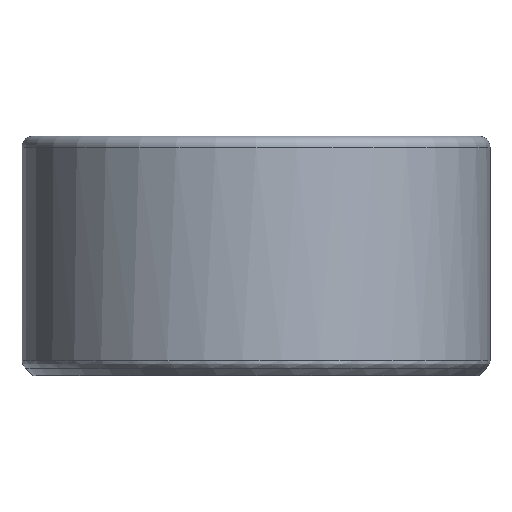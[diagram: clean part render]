
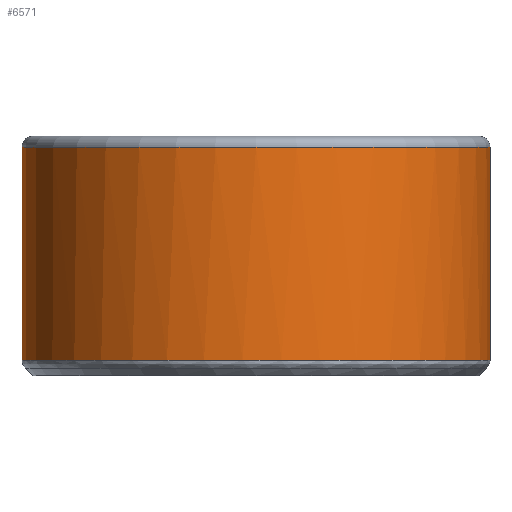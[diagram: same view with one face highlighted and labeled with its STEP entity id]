
A CAD part, front view. The second image highlights one B-rep face of the part: STEP entity #6571.
In plain terms, the highlighted cylindrical face has radius 21.5 mm (diameter 43 mm), a full revolution.
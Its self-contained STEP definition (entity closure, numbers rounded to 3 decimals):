
#6019 = TOROIDAL_SURFACE('',#6020,20.5,1.);
#6020 = AXIS2_PLACEMENT_3D('',#6021,#6022,#6023);
#6021 = CARTESIAN_POINT('',(0.,0.,21.));
#6022 = DIRECTION('',(0.,0.,1.));
#6023 = DIRECTION('',(1.,0.,-0.));
#6386 = VERTEX_POINT('',#6387);
#6387 = CARTESIAN_POINT('',(21.5,0.,21.));
#6407 = EDGE_CURVE('',#6386,#6386,#6408,.T.);
#6408 = SURFACE_CURVE('',#6409,(#6414,#6421),.PCURVE_S1.);
#6409 = CIRCLE('',#6410,21.5);
#6410 = AXIS2_PLACEMENT_3D('',#6411,#6412,#6413);
#6411 = CARTESIAN_POINT('',(0.,0.,21.));
#6412 = DIRECTION('',(0.,0.,1.));
#6413 = DIRECTION('',(1.,0.,-0.));
#6414 = PCURVE('',#6019,#6415);
#6415 = DEFINITIONAL_REPRESENTATION('',(#6416),#6420);
#6416 = LINE('',#6417,#6418);
#6417 = CARTESIAN_POINT('',(0.,0.));
#6418 = VECTOR('',#6419,1.);
#6419 = DIRECTION('',(1.,0.));
#6420 = ( GEOMETRIC_REPRESENTATION_CONTEXT(2) 
PARAMETRIC_REPRESENTATION_CONTEXT() REPRESENTATION_CONTEXT('2D SPACE',''
  ) );
#6421 = PCURVE('',#6422,#6427);
#6422 = CYLINDRICAL_SURFACE('',#6423,21.5);
#6423 = AXIS2_PLACEMENT_3D('',#6424,#6425,#6426);
#6424 = CARTESIAN_POINT('',(0.,0.,0.));
#6425 = DIRECTION('',(-0.,-0.,-1.));
#6426 = DIRECTION('',(1.,0.,0.));
#6427 = DEFINITIONAL_REPRESENTATION('',(#6428),#6432);
#6428 = LINE('',#6429,#6430);
#6429 = CARTESIAN_POINT('',(-0.,-21.));
#6430 = VECTOR('',#6431,1.);
#6431 = DIRECTION('',(-1.,0.));
#6432 = ( GEOMETRIC_REPRESENTATION_CONTEXT(2) 
PARAMETRIC_REPRESENTATION_CONTEXT() REPRESENTATION_CONTEXT('2D SPACE',''
  ) );
#6517 = ( BOUNDED_SURFACE() B_SPLINE_SURFACE(2,14,(
    (#6518,#6519,#6520,#6521,#6522,#6523,#6524,#6525,#6526,#6527,#6528
      ,#6529,#6530,#6531,#6532)
    ,(#6533,#6534,#6535,#6536,#6537,#6538,#6539,#6540,#6541,#6542,#6543
      ,#6544,#6545,#6546,#6547)
    ,(#6548,#6549,#6550,#6551,#6552,#6553,#6554,#6555,#6556,#6557,#6558
      ,#6559,#6560,#6561,#6562
)),.UNSPECIFIED.,.F.,.T.,.F.) B_SPLINE_SURFACE_WITH_KNOTS((3,3),(15,15),
  (0.,135.088),(0.,135.088),
.PIECEWISE_BEZIER_KNOTS.) GEOMETRIC_REPRESENTATION_ITEM() 
RATIONAL_B_SPLINE_SURFACE((
    (1.,1.,1.,1.,1.,1.
      ,1.,1.,1.,1.
      ,1.,1.,1.,1.,1.)
    ,(0.924,0.924,0.924,0.924
      ,0.924,0.924,0.924,0.924
      ,0.924,0.924,0.924,0.924
      ,0.924,0.924,0.924)
    ,(1.,1.,1.,1.,1.,1.
      ,1.,1.,1.,1.
      ,1.,1.,1.,1.,1.
))) REPRESENTATION_ITEM('') SURFACE() );
#6518 = CARTESIAN_POINT('',(21.5,0.,1.414));
#6519 = CARTESIAN_POINT('',(21.5,9.51,
    1.414));
#6520 = CARTESIAN_POINT('',(16.971,19.222,
    1.414));
#6521 = CARTESIAN_POINT('',(7.594,26.605,
    1.414));
#6522 = CARTESIAN_POINT('',(-5.196,29.032,
    1.414));
#6523 = CARTESIAN_POINT('',(-18.445,24.227,
    1.414));
#6524 = CARTESIAN_POINT('',(-27.333,14.715,
    1.414));
#6525 = CARTESIAN_POINT('',(-32.955,0.,
    1.414));
#6526 = CARTESIAN_POINT('',(-27.333,-14.715,
    1.414));
#6527 = CARTESIAN_POINT('',(-18.445,-24.227,
    1.414));
#6528 = CARTESIAN_POINT('',(-5.196,-29.032,
    1.414));
#6529 = CARTESIAN_POINT('',(7.594,-26.605,
    1.414));
#6530 = CARTESIAN_POINT('',(16.971,-19.222,
    1.414));
#6531 = CARTESIAN_POINT('',(21.5,-9.51,
    1.414));
#6532 = CARTESIAN_POINT('',(21.5,0.,1.414));
#6533 = CARTESIAN_POINT('',(21.5,0.,1.));
#6534 = CARTESIAN_POINT('',(21.5,9.51,1.));
#6535 = CARTESIAN_POINT('',(16.971,19.222,1.));
#6536 = CARTESIAN_POINT('',(7.594,26.605,1.));
#6537 = CARTESIAN_POINT('',(-5.196,29.032,
    1.));
#6538 = CARTESIAN_POINT('',(-18.445,24.227,
    1.));
#6539 = CARTESIAN_POINT('',(-27.333,14.715,
    1.));
#6540 = CARTESIAN_POINT('',(-32.955,0.,
    1.));
#6541 = CARTESIAN_POINT('',(-27.333,-14.715,
    1.));
#6542 = CARTESIAN_POINT('',(-18.445,-24.227,
    1.));
#6543 = CARTESIAN_POINT('',(-5.196,-29.032,1.));
#6544 = CARTESIAN_POINT('',(7.594,-26.605,1.));
#6545 = CARTESIAN_POINT('',(16.971,-19.222,1.));
#6546 = CARTESIAN_POINT('',(21.5,-9.51,1.));
#6547 = CARTESIAN_POINT('',(21.5,0.,1.));
#6548 = CARTESIAN_POINT('',(21.207,0.,0.707));
#6549 = CARTESIAN_POINT('',(21.207,9.38,
    0.707));
#6550 = CARTESIAN_POINT('',(16.74,18.96,
    0.707));
#6551 = CARTESIAN_POINT('',(7.49,26.242,
    0.707));
#6552 = CARTESIAN_POINT('',(-5.125,28.636,
    0.707));
#6553 = CARTESIAN_POINT('',(-18.194,23.897,
    0.707));
#6554 = CARTESIAN_POINT('',(-26.96,14.515,
    0.707));
#6555 = CARTESIAN_POINT('',(-32.506,0.,
    0.707));
#6556 = CARTESIAN_POINT('',(-26.96,-14.515,
    0.707));
#6557 = CARTESIAN_POINT('',(-18.194,-23.897,
    0.707));
#6558 = CARTESIAN_POINT('',(-5.125,-28.636,
    0.707));
#6559 = CARTESIAN_POINT('',(7.49,-26.242,
    0.707));
#6560 = CARTESIAN_POINT('',(16.74,-18.96,
    0.707));
#6561 = CARTESIAN_POINT('',(21.207,-9.38,
    0.707));
#6562 = CARTESIAN_POINT('',(21.207,0.,
    0.707));
#6571 = ADVANCED_FACE('',(#6572),#6422,.T.);
#6572 = FACE_BOUND('',#6573,.F.);
#6573 = EDGE_LOOP('',(#6574,#6597,#6598,#6599));
#6574 = ORIENTED_EDGE('',*,*,#6575,.T.);
#6575 = EDGE_CURVE('',#6576,#6386,#6578,.T.);
#6576 = VERTEX_POINT('',#6577);
#6577 = CARTESIAN_POINT('',(21.5,0.,1.414));
#6578 = SEAM_CURVE('',#6579,(#6583,#6590),.PCURVE_S1.);
#6579 = LINE('',#6580,#6581);
#6580 = CARTESIAN_POINT('',(21.5,0.,0.));
#6581 = VECTOR('',#6582,1.);
#6582 = DIRECTION('',(0.,0.,1.));
#6583 = PCURVE('',#6422,#6584);
#6584 = DEFINITIONAL_REPRESENTATION('',(#6585),#6589);
#6585 = LINE('',#6586,#6587);
#6586 = CARTESIAN_POINT('',(-0.,0.));
#6587 = VECTOR('',#6588,1.);
#6588 = DIRECTION('',(-0.,-1.));
#6589 = ( GEOMETRIC_REPRESENTATION_CONTEXT(2) 
PARAMETRIC_REPRESENTATION_CONTEXT() REPRESENTATION_CONTEXT('2D SPACE',''
  ) );
#6590 = PCURVE('',#6422,#6591);
#6591 = DEFINITIONAL_REPRESENTATION('',(#6592),#6596);
#6592 = LINE('',#6593,#6594);
#6593 = CARTESIAN_POINT('',(-6.283,0.));
#6594 = VECTOR('',#6595,1.);
#6595 = DIRECTION('',(-0.,-1.));
#6596 = ( GEOMETRIC_REPRESENTATION_CONTEXT(2) 
PARAMETRIC_REPRESENTATION_CONTEXT() REPRESENTATION_CONTEXT('2D SPACE',''
  ) );
#6597 = ORIENTED_EDGE('',*,*,#6407,.T.);
#6598 = ORIENTED_EDGE('',*,*,#6575,.F.);
#6599 = ORIENTED_EDGE('',*,*,#6600,.F.);
#6600 = EDGE_CURVE('',#6576,#6576,#6601,.T.);
#6601 = SURFACE_CURVE('',#6602,(#6618,#6642),.PCURVE_S1.);
#6602 = ( BOUNDED_CURVE() B_SPLINE_CURVE(14,(#6603,#6604,#6605,#6606,
    #6607,#6608,#6609,#6610,#6611,#6612,#6613,#6614,#6615,#6616,#6617),
.UNSPECIFIED.,.T.,.F.) B_SPLINE_CURVE_WITH_KNOTS((15,15),(
0.,135.088),.PIECEWISE_BEZIER_KNOTS.) CURVE() 
GEOMETRIC_REPRESENTATION_ITEM() RATIONAL_B_SPLINE_CURVE((1.,1.,
    1.,1.,1.,1.,
    1.,1.,1.,1.,
    1.,1.,1.,1.,1.)) 
REPRESENTATION_ITEM('') );
#6603 = CARTESIAN_POINT('',(21.5,0.,1.414));
#6604 = CARTESIAN_POINT('',(21.5,9.51,
    1.414));
#6605 = CARTESIAN_POINT('',(16.971,19.222,
    1.414));
#6606 = CARTESIAN_POINT('',(7.594,26.605,
    1.414));
#6607 = CARTESIAN_POINT('',(-5.196,29.032,
    1.414));
#6608 = CARTESIAN_POINT('',(-18.445,24.227,
    1.414));
#6609 = CARTESIAN_POINT('',(-27.333,14.715,
    1.414));
#6610 = CARTESIAN_POINT('',(-32.955,0.,
    1.414));
#6611 = CARTESIAN_POINT('',(-27.333,-14.715,
    1.414));
#6612 = CARTESIAN_POINT('',(-18.445,-24.227,
    1.414));
#6613 = CARTESIAN_POINT('',(-5.196,-29.032,
    1.414));
#6614 = CARTESIAN_POINT('',(7.594,-26.605,
    1.414));
#6615 = CARTESIAN_POINT('',(16.971,-19.222,
    1.414));
#6616 = CARTESIAN_POINT('',(21.5,-9.51,
    1.414));
#6617 = CARTESIAN_POINT('',(21.5,0.,1.414));
#6618 = PCURVE('',#6422,#6619);
#6619 = DEFINITIONAL_REPRESENTATION('',(#6620),#6641);
#6620 = B_SPLINE_CURVE_WITH_KNOTS('',10,(#6621,#6622,#6623,#6624,#6625,
    #6626,#6627,#6628,#6629,#6630,#6631,#6632,#6633,#6634,#6635,#6636,
    #6637,#6638,#6639,#6640),.UNSPECIFIED.,.F.,.F.,(11,9,11),(
    0.,67.544,135.088),.UNSPECIFIED.);
#6621 = CARTESIAN_POINT('',(0.,-1.414));
#6622 = CARTESIAN_POINT('',(-0.31,-1.414));
#6623 = CARTESIAN_POINT('',(-0.624,-1.414));
#6624 = CARTESIAN_POINT('',(-0.94,-1.414));
#6625 = CARTESIAN_POINT('',(-1.256,-1.414));
#6626 = CARTESIAN_POINT('',(-1.57,-1.414));
#6627 = CARTESIAN_POINT('',(-1.885,-1.414));
#6628 = CARTESIAN_POINT('',(-2.199,-1.414));
#6629 = CARTESIAN_POINT('',(-2.513,-1.414));
#6630 = CARTESIAN_POINT('',(-2.827,-1.414));
#6631 = CARTESIAN_POINT('',(-3.456,-1.414));
#6632 = CARTESIAN_POINT('',(-3.77,-1.414));
#6633 = CARTESIAN_POINT('',(-4.084,-1.414));
#6634 = CARTESIAN_POINT('',(-4.398,-1.414));
#6635 = CARTESIAN_POINT('',(-4.713,-1.414));
#6636 = CARTESIAN_POINT('',(-5.027,-1.414));
#6637 = CARTESIAN_POINT('',(-5.343,-1.414));
#6638 = CARTESIAN_POINT('',(-5.659,-1.414));
#6639 = CARTESIAN_POINT('',(-5.974,-1.414));
#6640 = CARTESIAN_POINT('',(-6.283,-1.414));
#6641 = ( GEOMETRIC_REPRESENTATION_CONTEXT(2) 
PARAMETRIC_REPRESENTATION_CONTEXT() REPRESENTATION_CONTEXT('2D SPACE',''
  ) );
#6642 = PCURVE('',#6517,#6643);
#6643 = DEFINITIONAL_REPRESENTATION('',(#6644),#6648);
#6644 = LINE('',#6645,#6646);
#6645 = CARTESIAN_POINT('',(0.,0.));
#6646 = VECTOR('',#6647,1.);
#6647 = DIRECTION('',(0.,1.));
#6648 = ( GEOMETRIC_REPRESENTATION_CONTEXT(2) 
PARAMETRIC_REPRESENTATION_CONTEXT() REPRESENTATION_CONTEXT('2D SPACE',''
  ) );
